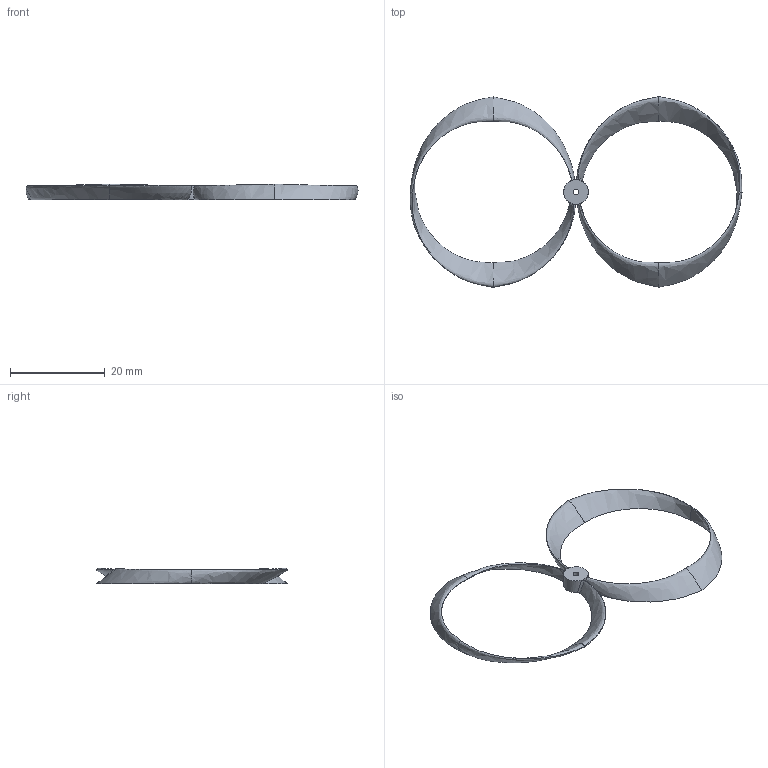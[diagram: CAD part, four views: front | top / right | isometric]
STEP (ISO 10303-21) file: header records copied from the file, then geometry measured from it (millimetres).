
FILE_DESCRIPTION(/* description */ ('STEP AP242','CAx-IF Rec.Pracs.---Representation and Presentation of Product Manufacturing Information (PMI)---4.0---2014-10-13','CAx-IF Rec.Pracs.---3D Tessellated Geometry---0.4---2014-09-14','2;1'),/* implementation_level */ '2;1');
FILE_NAME(/* name */ '6497b96b88e2807571027129',/* time_stamp */ '2023-06-25T03:50:04Z',/* author */ (''),/* organization */ (''),/* preprocessor_version */ 'ST-DEVELOPER v19.4',/* originating_system */ ' ',/* authorisation */ ' ');
FILE_SCHEMA (('AP242_MANAGED_MODEL_BASED_3D_ENGINEERING_MIM_LF { 1 0 10303 442 1 1 4 }'));
Length unit declared in the file: metre
Products named in the file (1): Propellor
Bounding box: 70.09 x 40.21 x 3.31 mm (x, y, z)
Volume: 508.4 mm3; surface area: 1917 mm2
Topology: 1 solids, 1 shells, 27 faces, 77 edges, 48 vertices
Faces by surface type: bspline 20, cylinder 5, plane 2
Full cylindrical faces by diameter (mm): 1.2 x1
Entity records: 3642 total; most frequent: CARTESIAN_POINT 3084, ORIENTED_EDGE 152, EDGE_CURVE 76, B_SPLINE_CURVE_WITH_KNOTS 60, VERTEX_POINT 48, DIRECTION 46, EDGE_LOOP 30, FACE_BOUND 30
